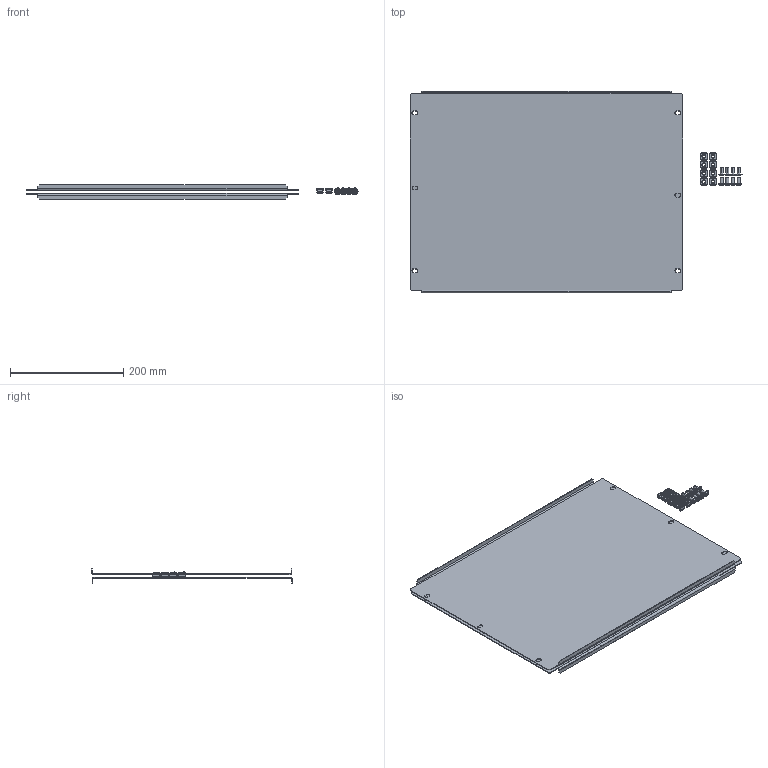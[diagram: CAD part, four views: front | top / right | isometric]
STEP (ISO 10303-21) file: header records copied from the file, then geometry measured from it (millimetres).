
FILE_DESCRIPTION (( 'STEP AP203' ), '1' );
FILE_NAME ('U0822364810 Êîìïëåêò ôàëüø-ïàíåëåé ãëóõèõ äëÿ 19-äþéìîâîãî îáîðóäîâàíèÿ LC2_RS52 8U (2øò) (000.140.017-05).STEP', '2022-04-21T06:07:12', ( '' ), ( '' ), 'SwSTEP 2.0', 'SolidWorks 2017', '' );
FILE_SCHEMA (( 'CONFIG_CONTROL_DESIGN' ));
Length unit declared in the file: millimetre
Products named in the file (6): Ãàéêà êâàäðàòíàÿ_Œ5; Âèíò ISO 7380-2 TX_Œ5å12; 011-189 Ôàëüø-ïàíåëü_06; Ãàéêà êëåòåâàÿ_M5-4B; U0822364810 Êîìïëåêò ôàëüø-ïàíåëåé ãëóõèõ äëÿ 19-äþéìîâîãî îáîðóäîâàíèÿ LC2_RS52 8U (2øò) (000.140.017-05); Êëåòêà ãàéêè_M6-4€
Assembly tree (20 placements, depth 3):
  U0822364810 Êîìïëåêò ôàëüø-ïàíåëåé ãëóõèõ äëÿ 19-äþéìîâîãî îáîðóäîâàíèÿ LC2_RS52 8U (2øò) (000.140.017-05)
    011-189 Ôàëüø-ïàíåëü_06  x2
    Ãàéêà êëåòåâàÿ_M5-4B  x8
      Êëåòêà ãàéêè_M6-4€
      Ãàéêà êâàäðàòíàÿ_Œ5
    Âèíò ISO 7380-2 TX_Œ5å12  x8
Bounding box: 587.25 x 356 x 24.8 mm (x, y, z)
Volume: 434288.1 mm3; surface area: 727820.4 mm2
Topology: 26 solids, 26 shells, 1256 faces, 3100 edges, 1904 vertices
Faces by surface type: plane 756, cylinder 372, bspline 80, torus 32, cone 16
Entity records: 8026 total; most frequent: CARTESIAN_POINT 2131, ORIENTED_EDGE 1026, DIRECTION 977, EDGE_CURVE 513, AXIS2_PLACEMENT_3D 328, VECTOR 321, LINE 321, VERTEX_POINT 319
